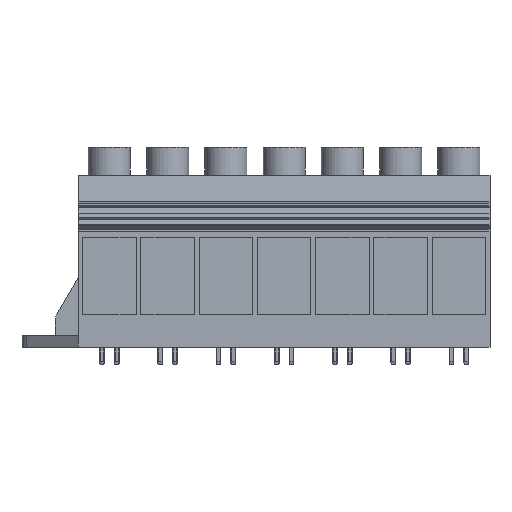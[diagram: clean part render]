
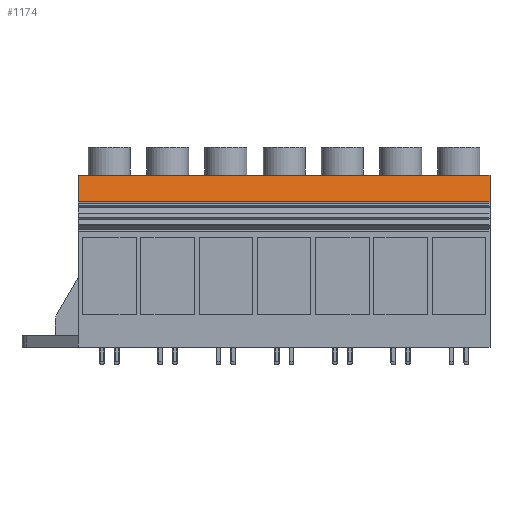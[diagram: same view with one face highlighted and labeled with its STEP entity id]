
A CAD part, top view. The second image highlights one B-rep face of the part: STEP entity #1174.
In plain terms, the highlighted planar face has unit normal (0, 0.174, 0.985).
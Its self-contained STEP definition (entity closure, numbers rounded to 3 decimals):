
#1154=AXIS2_PLACEMENT_3D('Plane Axis2P3D',#1151,#1152,#1153) ;
#234=CARTESIAN_POINT('Vertex',(120.5,48.8,22.22)) ;
#374=CARTESIAN_POINT('Vertex',(14.5,48.8,22.22)) ;
#377=CARTESIAN_POINT('Line Origine',(67.5,48.8,22.22)) ;
#700=CARTESIAN_POINT('Vertex',(14.5,41.899,23.437)) ;
#703=CARTESIAN_POINT('Line Origine',(14.5,45.35,22.828)) ;
#1151=CARTESIAN_POINT('Axis2P3D Location',(59.5,34.3,24.777)) ;
#1156=CARTESIAN_POINT('Line Origine',(67.5,41.899,23.437)) ;
#1160=CARTESIAN_POINT('Vertex',(120.5,41.899,23.437)) ;
#1163=CARTESIAN_POINT('Line Origine',(120.5,45.35,22.828)) ;
#378=DIRECTION('Vector Direction',(1.,0.,0.)) ;
#704=DIRECTION('Vector Direction',(0.,0.985,-0.174)) ;
#1152=DIRECTION('Axis2P3D Direction',(0.,-0.174,-0.985)) ;
#1153=DIRECTION('Axis2P3D XDirection',(0.,0.985,-0.174)) ;
#1157=DIRECTION('Vector Direction',(1.,0.,0.)) ;
#1164=DIRECTION('Vector Direction',(0.,0.985,-0.174)) ;
#379=VECTOR('Line Direction',#378,1.) ;
#705=VECTOR('Line Direction',#704,1.) ;
#1158=VECTOR('Line Direction',#1157,1.) ;
#1165=VECTOR('Line Direction',#1164,1.) ;
#1169=ORIENTED_EDGE('',*,*,#707,.F.) ;
#1170=ORIENTED_EDGE('',*,*,#1162,.T.) ;
#1171=ORIENTED_EDGE('',*,*,#1167,.T.) ;
#1172=ORIENTED_EDGE('',*,*,#381,.F.) ;
#1174=ADVANCED_FACE('HOUSING',(#1173),#1155,.F.) ;
#381=EDGE_CURVE('',#375,#235,#380,.T.) ;
#707=EDGE_CURVE('',#701,#375,#706,.T.) ;
#1162=EDGE_CURVE('',#701,#1161,#1159,.T.) ;
#1167=EDGE_CURVE('',#1161,#235,#1166,.T.) ;
#1168=EDGE_LOOP('',(#1169,#1170,#1171,#1172)) ;
#1173=FACE_OUTER_BOUND('',#1168,.T.) ;
#380=LINE('Line',#377,#379) ;
#706=LINE('Line',#703,#705) ;
#1159=LINE('Line',#1156,#1158) ;
#1166=LINE('Line',#1163,#1165) ;
#1155=PLANE('',#1154) ;
#235=VERTEX_POINT('',#234) ;
#375=VERTEX_POINT('',#374) ;
#701=VERTEX_POINT('',#700) ;
#1161=VERTEX_POINT('',#1160) ;
